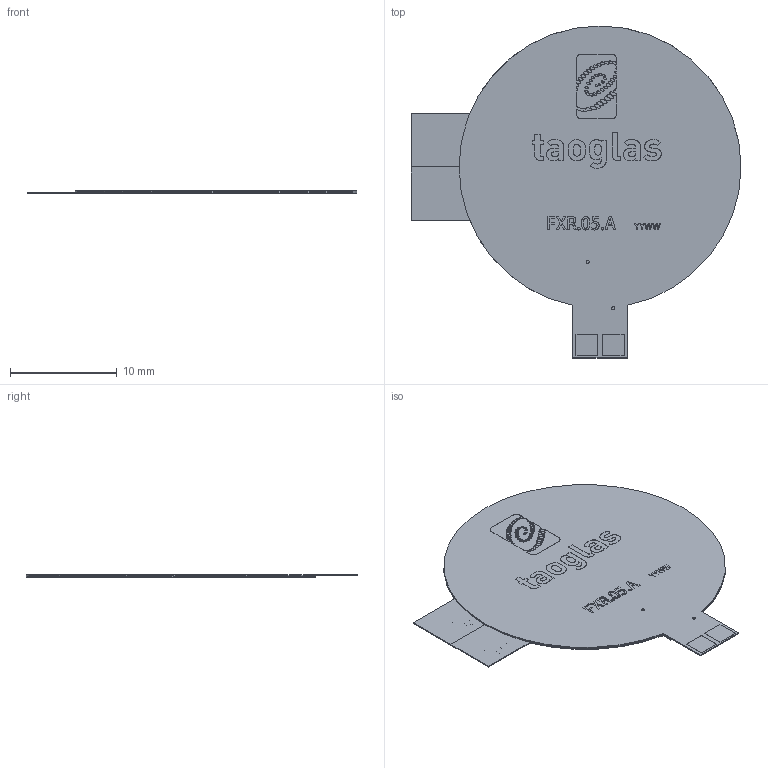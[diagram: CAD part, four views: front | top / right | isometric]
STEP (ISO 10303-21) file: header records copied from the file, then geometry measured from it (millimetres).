
FILE_DESCRIPTION (( 'STEP AP214' ), '1' );
FILE_NAME ('FXR.05.A_Web.STEP', '2020-02-17T08:41:32', ( '' ), ( '' ), 'SwSTEP 2.0', 'SolidWorks 2017', '' );
FILE_SCHEMA (( 'AUTOMOTIVE_DESIGN' ));
Length unit declared in the file: millimetre
Products named in the file (5): FXR.05.A.FPCB_預設3]; Double Sided Adhesive_預設3]; FXR.05.A_Web
Assembly tree (2 placements, depth 2):
  FXR.05.A.FPCB_預設3]
  Double Sided Adhesive_預設3]
  FXR.05.A_Web
    FXR.05.A.FPCB_預設3]
    Double Sided Adhesive_預設3]
Bounding box: 30.9 x 31.09 x 0.26 mm (x, y, z)
Volume: 139.8 mm3; surface area: 3481.5 mm2
Topology: 4 solids, 4 shells, 1424 faces, 3906 edges, 2604 vertices
Faces by surface type: plane 808, bspline 595, cylinder 21
Entity records: 67374 total; most frequent: CARTESIAN_POINT 35352, ORIENTED_EDGE 7812, DIRECTION 4396, EDGE_CURVE 3906, LINE 2652, VECTOR 2652, VERTEX_POINT 2604, EDGE_LOOP 1542
